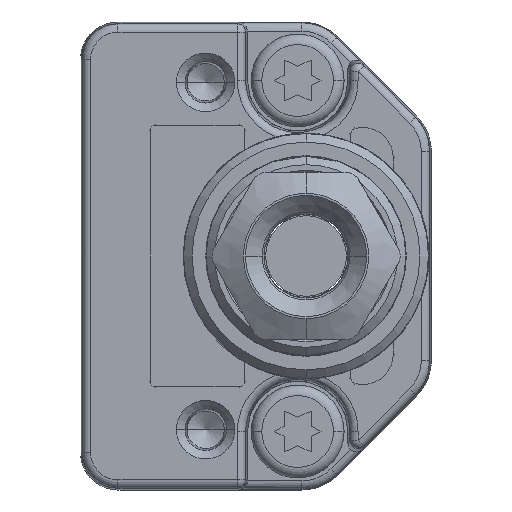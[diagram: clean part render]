
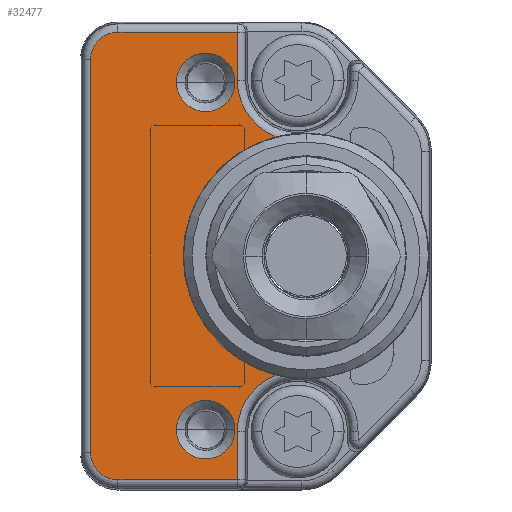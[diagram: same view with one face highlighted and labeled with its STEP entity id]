
A CAD part, left-side view. The second image highlights one B-rep face of the part: STEP entity #32477.
In plain terms, the highlighted planar face has unit normal (-1, 0, 0).
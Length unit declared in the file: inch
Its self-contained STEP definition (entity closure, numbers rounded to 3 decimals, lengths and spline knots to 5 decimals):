
#9463=DIRECTION('',(0.,0.,1.));
#9464=VECTOR('',#9463,0.11399);
#9465=CARTESIAN_POINT('',(-0.49213,0.45723,
-0.52737));
#9466=LINE('',#9465,#9464);
#9467=DIRECTION('',(0.,-1.,0.));
#9468=VECTOR('',#9467,0.28096);
#9469=CARTESIAN_POINT('',(-0.49213,0.73819,
-0.52737));
#9470=LINE('',#9469,#9468);
#9471=CARTESIAN_POINT('',(-0.49213,0.73819,
-0.4626));
#9472=DIRECTION('',(-1.,0.,0.));
#9473=DIRECTION('',(0.,1.,0.));
#9474=AXIS2_PLACEMENT_3D('',#9471,#9472,#9473);
#9476=DIRECTION('',(0.,0.,-1.));
#9477=VECTOR('',#9476,0.9252);
#9478=CARTESIAN_POINT('',(-0.49213,0.80296,
0.4626));
#9479=LINE('',#9478,#9477);
#9480=CARTESIAN_POINT('',(-0.49213,0.73819,
0.4626));
#9481=DIRECTION('',(-1.,0.,0.));
#9482=DIRECTION('',(0.,0.,1.));
#9483=AXIS2_PLACEMENT_3D('',#9480,#9481,#9482);
#9485=DIRECTION('',(0.,1.,0.));
#9486=VECTOR('',#9485,0.28096);
#9487=CARTESIAN_POINT('',(-0.49213,0.45723,
0.52737));
#9488=LINE('',#9487,#9486);
#9489=DIRECTION('',(0.,0.,1.));
#9490=VECTOR('',#9489,0.11399);
#9491=CARTESIAN_POINT('',(-0.49213,0.45723,
0.41339));
#9492=LINE('',#9491,#9490);
#9493=CARTESIAN_POINT('',(-0.49213,0.31496,
0.41339));
#9494=DIRECTION('',(1.,0.,0.));
#9495=DIRECTION('',(0.,0.359,-0.933));
#9496=AXIS2_PLACEMENT_3D('',#9493,#9494,#9495);
#9498=CARTESIAN_POINT('',(-0.49213,0.29528,0.));
#9499=DIRECTION('',(-1.,0.,0.));
#9500=DIRECTION('',(0.,0.244,0.97));
#9501=AXIS2_PLACEMENT_3D('',#9498,#9499,#9500);
#9503=CARTESIAN_POINT('',(-0.49213,0.31496,
-0.41339));
#9504=DIRECTION('',(1.,0.,0.));
#9505=DIRECTION('',(0.,1.,0.));
#9506=AXIS2_PLACEMENT_3D('',#9503,#9504,#9505);
#9508=CARTESIAN_POINT('',(-0.49213,0.5315,
-0.40915));
#9509=DIRECTION('',(1.,0.,0.));
#9510=DIRECTION('',(0.,-1.,0.));
#9511=AXIS2_PLACEMENT_3D('',#9508,#9509,#9510);
#9513=CARTESIAN_POINT('',(-0.49213,0.5315,
-0.40915));
#9514=DIRECTION('',(1.,0.,0.));
#9515=DIRECTION('',(0.,1.,0.));
#9516=AXIS2_PLACEMENT_3D('',#9513,#9514,#9515);
#9518=CARTESIAN_POINT('',(-0.49213,0.5315,
0.40915));
#9519=DIRECTION('',(1.,0.,0.));
#9520=DIRECTION('',(0.,-1.,0.));
#9521=AXIS2_PLACEMENT_3D('',#9518,#9519,#9520);
#9523=CARTESIAN_POINT('',(-0.49213,0.5315,
0.40915));
#9524=DIRECTION('',(1.,0.,0.));
#9525=DIRECTION('',(0.,1.,0.));
#9526=AXIS2_PLACEMENT_3D('',#9523,#9524,#9525);
#18308=CARTESIAN_POINT('',(-0.49213,0.80296,
-0.4626));
#18309=CARTESIAN_POINT('',(-0.49213,0.73819,
-0.52737));
#18310=VERTEX_POINT('',#18308);
#18311=VERTEX_POINT('',#18309);
#18316=CARTESIAN_POINT('',(-0.49213,0.80296,
0.4626));
#18317=VERTEX_POINT('',#18316);
#18320=CARTESIAN_POINT('',(-0.49213,0.73819,
0.52737));
#18321=VERTEX_POINT('',#18320);
#18348=CARTESIAN_POINT('',(-0.49213,0.45723,
-0.52737));
#18349=CARTESIAN_POINT('',(-0.49213,0.45723,
-0.41339));
#18350=VERTEX_POINT('',#18348);
#18351=VERTEX_POINT('',#18349);
#18373=CARTESIAN_POINT('',(-0.49213,0.366,
-0.28059));
#18374=VERTEX_POINT('',#18373);
#18389=CARTESIAN_POINT('',(-0.49213,0.45723,
0.41339));
#18390=CARTESIAN_POINT('',(-0.49213,0.45723,
0.52737));
#18391=VERTEX_POINT('',#18389);
#18392=VERTEX_POINT('',#18390);
#18413=CARTESIAN_POINT('',(-0.49213,0.366,
0.28059));
#18414=VERTEX_POINT('',#18413);
#18457=CARTESIAN_POINT('',(-0.49213,0.4626,
-0.40915));
#18458=CARTESIAN_POINT('',(-0.49213,0.60039,
-0.40915));
#18459=VERTEX_POINT('',#18457);
#18460=VERTEX_POINT('',#18458);
#18465=CARTESIAN_POINT('',(-0.49213,0.4626,
0.40915));
#18466=CARTESIAN_POINT('',(-0.49213,0.60039,
0.40915));
#18467=VERTEX_POINT('',#18465);
#18468=VERTEX_POINT('',#18466);
#32441=CARTESIAN_POINT('',(-0.49213,0.,0.));
#32442=DIRECTION('',(-1.,0.,0.));
#32443=DIRECTION('',(0.,0.,1.));
#32444=AXIS2_PLACEMENT_3D('',#32441,#32442,#32443);
#32445=PLANE('',#32444);
#32447=ORIENTED_EDGE('',*,*,#32446,.F.);
#32449=ORIENTED_EDGE('',*,*,#32448,.F.);
#32451=ORIENTED_EDGE('',*,*,#32450,.F.);
#32453=ORIENTED_EDGE('',*,*,#32452,.F.);
#32455=ORIENTED_EDGE('',*,*,#32454,.F.);
#32457=ORIENTED_EDGE('',*,*,#32456,.F.);
#32458=ORIENTED_EDGE('',*,*,#32432,.F.);
#32459=ORIENTED_EDGE('',*,*,#32390,.F.);
#32460=ORIENTED_EDGE('',*,*,#32347,.T.);
#32462=ORIENTED_EDGE('',*,*,#32461,.F.);
#32463=EDGE_LOOP('',(#32447,#32449,#32451,#32453,#32455,#32457,#32458,#32459,
#32460,#32462));
#32464=FACE_OUTER_BOUND('',#32463,.F.);
#32466=ORIENTED_EDGE('',*,*,#32465,.F.);
#32468=ORIENTED_EDGE('',*,*,#32467,.F.);
#32469=EDGE_LOOP('',(#32466,#32468));
#32470=FACE_BOUND('',#32469,.F.);
#32472=ORIENTED_EDGE('',*,*,#32471,.F.);
#32474=ORIENTED_EDGE('',*,*,#32473,.F.);
#32475=EDGE_LOOP('',(#32472,#32474));
#32476=FACE_BOUND('',#32475,.F.);
#32477=ADVANCED_FACE('',(#32464,#32470,#32476),#32445,.T.);
#9475=CIRCLE('',#9474,0.06477);
#9484=CIRCLE('',#9483,0.06477);
#9497=CIRCLE('',#9496,0.14227);
#9502=CIRCLE('',#9501,0.28937);
#9507=CIRCLE('',#9506,0.14227);
#9512=CIRCLE('',#9511,0.0689);
#9517=CIRCLE('',#9516,0.0689);
#9522=CIRCLE('',#9521,0.0689);
#9527=CIRCLE('',#9526,0.0689);
#32347=EDGE_CURVE('',#18414,#18374,#9502,.T.);
#32390=EDGE_CURVE('',#18414,#18391,#9497,.T.);
#32432=EDGE_CURVE('',#18391,#18392,#9492,.T.);
#32446=EDGE_CURVE('',#18350,#18351,#9466,.T.);
#32448=EDGE_CURVE('',#18311,#18350,#9470,.T.);
#32450=EDGE_CURVE('',#18310,#18311,#9475,.T.);
#32452=EDGE_CURVE('',#18317,#18310,#9479,.T.);
#32454=EDGE_CURVE('',#18321,#18317,#9484,.T.);
#32456=EDGE_CURVE('',#18392,#18321,#9488,.T.);
#32461=EDGE_CURVE('',#18351,#18374,#9507,.T.);
#32465=EDGE_CURVE('',#18459,#18460,#9512,.T.);
#32467=EDGE_CURVE('',#18460,#18459,#9517,.T.);
#32471=EDGE_CURVE('',#18467,#18468,#9522,.T.);
#32473=EDGE_CURVE('',#18468,#18467,#9527,.T.);
